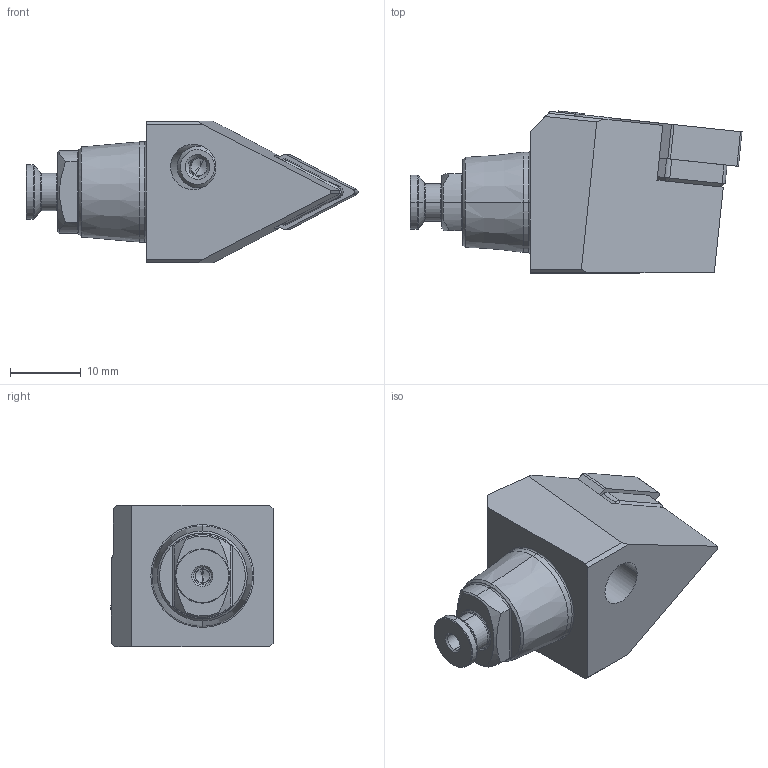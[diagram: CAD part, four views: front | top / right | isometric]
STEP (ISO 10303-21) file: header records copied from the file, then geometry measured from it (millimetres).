
FILE_DESCRIPTION (( 'STEP AP203' ), '1' );
FILE_NAME ('LW5.PDNNN.0030.11.STEP', '2024-08-26T13:33:18', ( '' ), ( '' ), 'SwSTEP 2.0', 'SolidWorks 2022', '' );
FILE_SCHEMA (( 'CONFIG_CONTROL_DESIGN' ));
Length unit declared in the file: millimetre
Products named in the file (9): LW4-U00.ER1.000_B; WDE-ER1.101.000; LW5.PDNNN.0030.11; ISO 14581 - M2x10; WDE-ER4.101.017_A; LW5-PDE.NNA.030_A; DNMG110404; WDE-ER2.101.003_A; WDE-ER3.101.000_A
Assembly tree (8 placements, depth 2):
  LW5.PDNNN.0030.11
    LW5-PDE.NNA.030_A
    LW4-U00.ER1.000_B
    ISO 14581 - M2x10
    WDE-ER4.101.017_A
    WDE-ER3.101.000_A
    WDE-ER2.101.003_A
    WDE-ER1.101.000
    DNMG110404
Bounding box: 47 x 22.94 x 20 mm (x, y, z)
Volume: 8887.8 mm3; surface area: 5870.4 mm2
Topology: 8 solids, 8 shells, 329 faces, 805 edges, 487 vertices
Faces by surface type: plane 120, cylinder 88, cone 87, torus 20, bspline 14
Entity records: 11024 total; most frequent: CARTESIAN_POINT 2527, ORIENTED_EDGE 1590, DIRECTION 1587, EDGE_CURVE 795, AXIS2_PLACEMENT_3D 605, VERTEX_POINT 487, LINE 377, VECTOR 377
